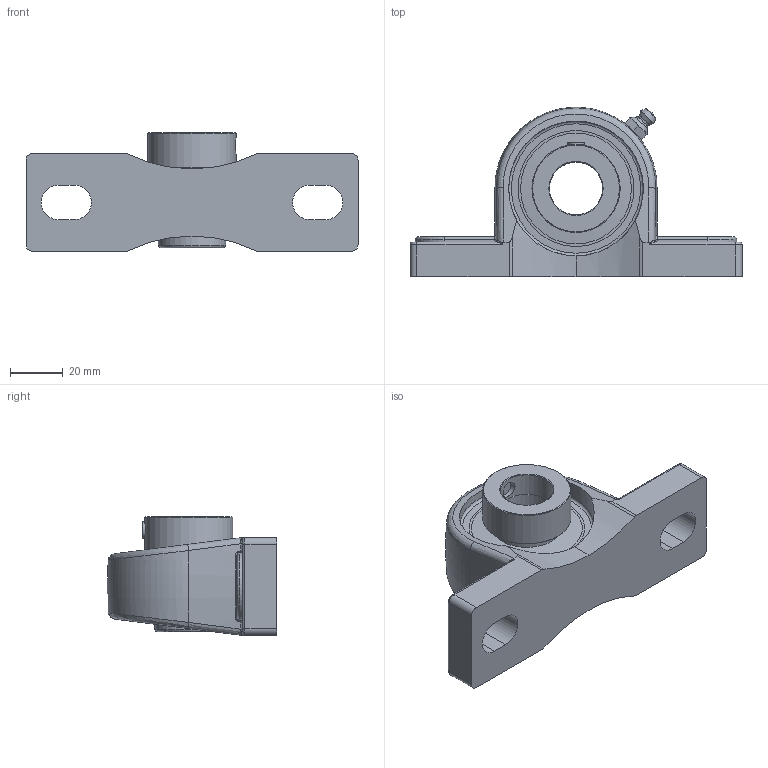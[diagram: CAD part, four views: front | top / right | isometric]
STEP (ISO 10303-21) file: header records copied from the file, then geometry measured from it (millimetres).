
FILE_DESCRIPTION(('HOOPS Exchange Step'),'2;1');
FILE_NAME('export-51BD272F-DA88-4051-971B-FF7B5FD38D38.stp','2019-12-13T13:50:42-08:00',('ibuslach'),('Alibre'),'HOOPS Exchange 2019.2','Alibre','Unknown authorisation');
FILE_SCHEMA( ('AP242_MANAGED_MODEL_BASED_3D_ENGINEERING_MIM_LF {1 0 10303 442 1 1 4 }') );
Length unit declared in the file: centimetre
Products named in the file (8): MRN SP 201-204; UCP ZERK 5mm; SHC 204-12 SHIELD; SHC 204 RACE; SHC 204 COLLAR; SHC 204 SS; MRN SHC 204; MRN SHCP 204
Assembly tree (7 placements, depth 3):
  MRN SHCP 204
    MRN SP 201-204
    UCP ZERK 5mm
    MRN SHC 204
      SHC 204-12 SHIELD
      SHC 204 RACE
      SHC 204 COLLAR
      SHC 204 SS
Bounding box: 125.5 x 63.97 x 44.91 mm (x, y, z)
Volume: 101044.2 mm3; surface area: 42808 mm2
Topology: 14 solids, 14 shells, 218 faces, 570 edges, 362 vertices
Faces by surface type: cylinder 74, plane 61, torus 27, bspline 22, cone 19, sphere 15
Full cylindrical faces by diameter (mm): 1.505 x2, 5 x2, 6.35 x3, 20 x2, 23.368 x2, 25.4 x4, 26.416 x2, 33.3 x1, 38.1 x2, 41.91 x4, 50.911 x2
Entity records: 15026 total; most frequent: CARTESIAN_POINT 9532, DIRECTION 1143, ORIENTED_EDGE 1098, EDGE_CURVE 549, AXIS2_PLACEMENT_3D 481, VERTEX_POINT 362, EDGE_LOOP 245, FACE_BOUND 245
